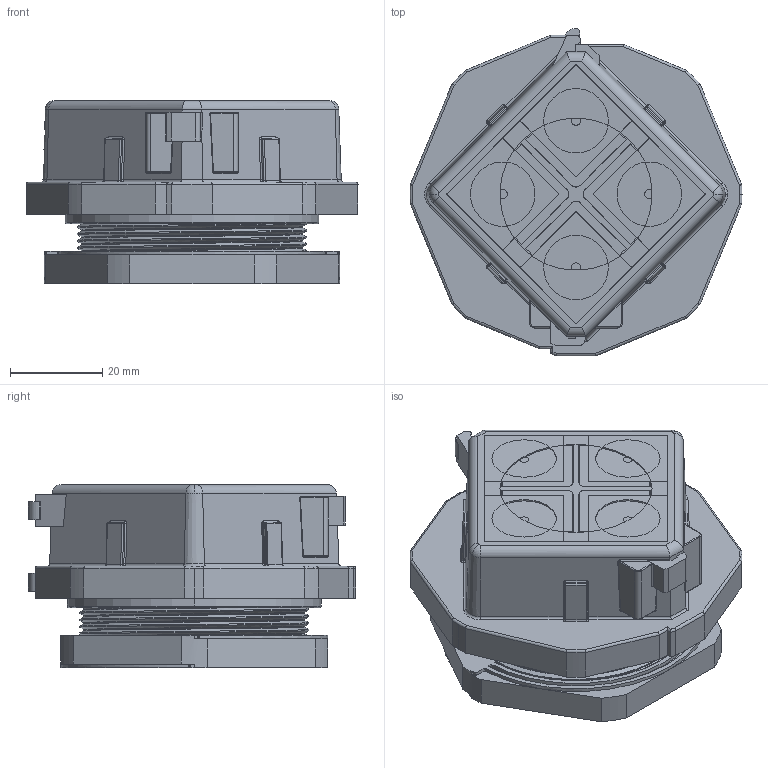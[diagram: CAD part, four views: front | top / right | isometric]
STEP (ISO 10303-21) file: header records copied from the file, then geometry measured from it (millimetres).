
FILE_DESCRIPTION (( 'STEP AP214' ), '1' );
FILE_NAME ('28614_4_KDS-KV_M50.stp', '2017-09-07T11:10:45', ( '' ), ( '' ), 'SwSTEP 2.0', 'SolidWorks 2015', '' );
FILE_SCHEMA (( 'AUTOMOTIVE_DESIGN' ));
Length unit declared in the file: millimetre
Products named in the file (6): KDS-Inlay 4 neutral; KDS-DE neutral; KDS-DEG neutral; KDS-GM 50 neutral; 28614_4_KDS-KV_M50
Assembly tree (8 placements, depth 2):
  28614_4_KDS-KV_M50
    28614_4_KDS-KV_M50
    KDS-GM 50 neutral
    KDS-DEG neutral
    KDS-DE neutral  x4
    KDS-Inlay 4 neutral
Bounding box: 72 x 70.99 x 39.7 mm (x, y, z)
Volume: 98808.2 mm3; surface area: 43333.7 mm2
Topology: 8 solids, 9 shells, 779 faces, 1995 edges, 1266 vertices
Faces by surface type: plane 340, cylinder 324, bspline 64, torus 32, sphere 10, cone 9
Entity records: 38593 total; most frequent: CARTESIAN_POINT 20679, ORIENTED_EDGE 3558, DIRECTION 3237, EDGE_CURVE 1779, VERTEX_POINT 1122, AXIS2_PLACEMENT_3D 1101, LINE 1035, VECTOR 1035
